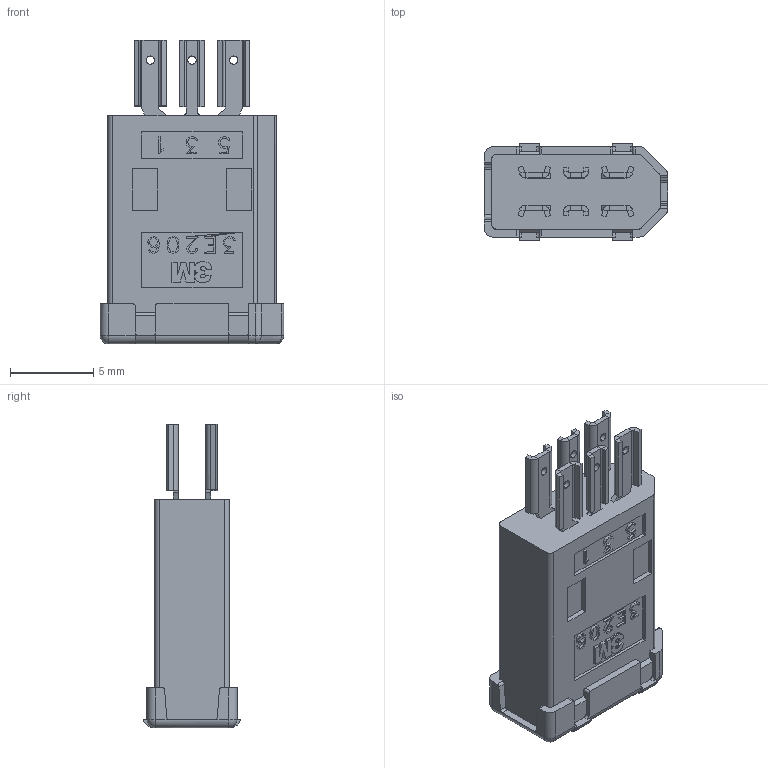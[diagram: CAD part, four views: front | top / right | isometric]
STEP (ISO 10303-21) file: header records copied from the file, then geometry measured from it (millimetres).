
FILE_DESCRIPTION(/* description */ (''),/* implementation_level */ '2;1');
FILE_NAME(/* name */ '3E206-0100KV_step.stp',/* time_stamp */ '2009-05-01T10:34:58-05:00',/* author */ (''),/* organization */ (''),/* preprocessor_version */ 'ST-DEVELOPER v11',/* originating_system */ 'UGS - NX 5.0',/* authorisation */ '');
FILE_SCHEMA (('CONFIG_CONTROL_DESIGN'));
Length unit declared in the file: millimetre
Products named in the file (1): 78-5110-5307-2
Bounding box: 11 x 5.8 x 18.2 mm (x, y, z)
Volume: 543.3 mm3; surface area: 792.3 mm2
Topology: 1 solids, 1 shells, 967 faces, 2646 edges, 1712 vertices
Faces by surface type: plane 787, cylinder 164, torus 10, sphere 6
Entity records: 31038 total; most frequent: CARTESIAN_POINT 8696, ORIENTED_EDGE 5280, DIRECTION 3502, EDGE_CURVE 2640, VERTEX_POINT 1712, LINE 1522, VECTOR 1522, B_SPLINE_CURVE_WITH_KNOTS 1096
